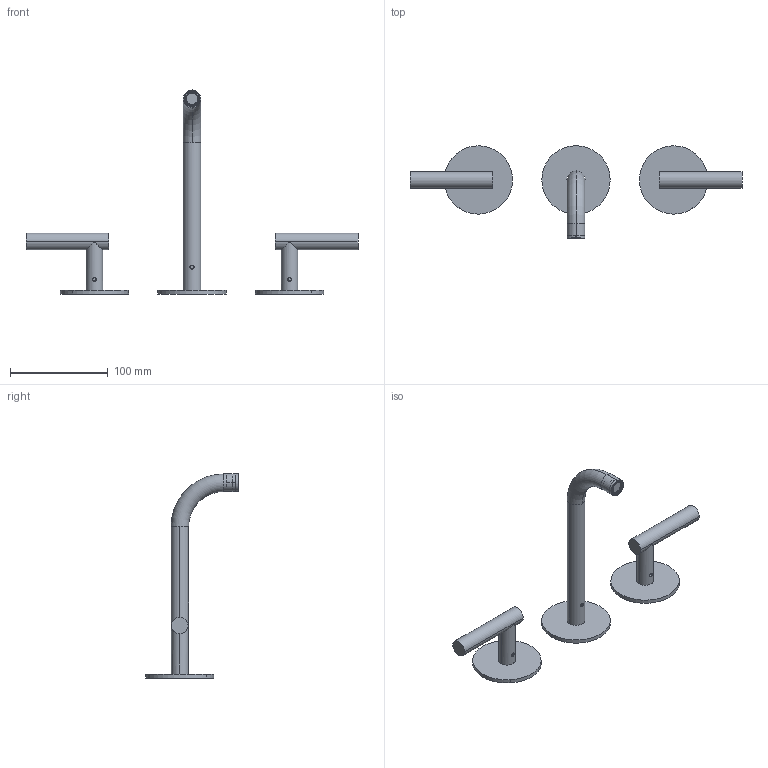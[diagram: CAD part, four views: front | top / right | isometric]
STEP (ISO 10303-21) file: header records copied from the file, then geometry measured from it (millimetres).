
FILE_DESCRIPTION (( 'STEP AP214' ), '1' );
FILE_NAME ('MRS.0001 3D.STEP', '2023-11-08T12:52:41', ( '' ), ( '' ), 'SwSTEP 2.0', 'SolidWorks 2022', '' );
FILE_SCHEMA (( 'AUTOMOTIVE_DESIGN' ));
Length unit declared in the file: millimetre
Products named in the file (8): Areador M16.5x1; MRS.0001 3D; 0679.001.00; 011100700300; 0669.004.00; 010208906000; 0104.001.00; 0669.001.00
Assembly tree (12 placements, depth 2):
  MRS.0001 3D
    Areador M16.5x1
    0104.001.00
    010208906000
    011100700300  x3
    0669.001.00  x2
    0669.004.00  x2
    0679.001.00  x2
Bounding box: 340 x 95 x 209 mm (x, y, z)
Volume: 119388.3 mm3; surface area: 70781.9 mm2
Topology: 12 solids, 12 shells, 334 faces, 873 edges, 567 vertices
Faces by surface type: plane 180, cylinder 120, cone 26, torus 6, bspline 2
Entity records: 8324 total; most frequent: CARTESIAN_POINT 2602, DIRECTION 1161, ORIENTED_EDGE 1092, EDGE_CURVE 546, AXIS2_PLACEMENT_3D 427, VERTEX_POINT 358, LINE 307, VECTOR 307
